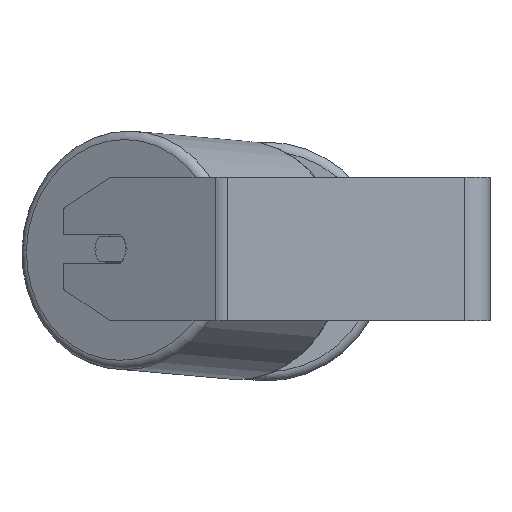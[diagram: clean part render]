
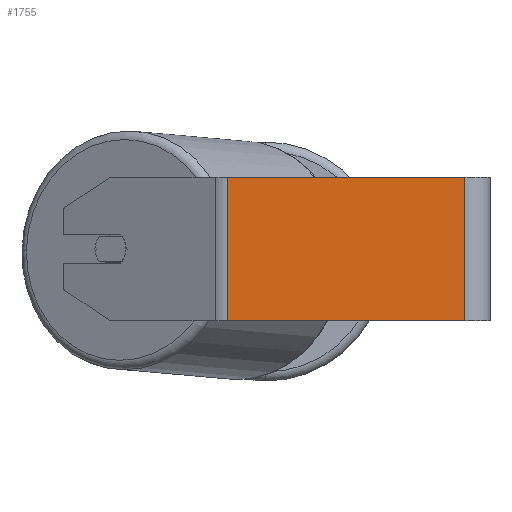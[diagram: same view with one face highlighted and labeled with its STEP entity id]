
A CAD part, left-side view. The second image highlights one B-rep face of the part: STEP entity #1755.
In plain terms, the highlighted planar face has unit normal (-1, 0, 0).
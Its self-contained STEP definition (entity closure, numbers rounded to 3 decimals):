
#27 = DIRECTION ( 'NONE',  ( 0., -1., 0. ) ) ;
#253 = DIRECTION ( 'NONE',  ( 0., 0., -1. ) ) ;
#394 = CARTESIAN_POINT ( 'NONE',  ( -270., 14., 40. ) ) ;
#441 = EDGE_CURVE ( 'NONE', #4421, #4941, #7127, .T. ) ;
#636 = AXIS2_PLACEMENT_3D ( 'NONE', #4925, #4969, #4370 ) ;
#742 = LINE ( 'NONE', #3851, #5415 ) ;
#832 = ORIENTED_EDGE ( 'NONE', *, *, #6062, .F. ) ;
#1423 = EDGE_LOOP ( 'NONE', ( #3308, #8218, #832, #7557 ) ) ;
#1755 = ADVANCED_FACE ( 'NONE', ( #2925 ), #7666, .F. ) ;
#2626 = CARTESIAN_POINT ( 'NONE',  ( -270., 14., -40. ) ) ;
#2925 = FACE_OUTER_BOUND ( 'NONE', #1423, .T. ) ;
#3308 = ORIENTED_EDGE ( 'NONE', *, *, #441, .T. ) ;
#3531 = EDGE_CURVE ( 'NONE', #7488, #4941, #4716, .T. ) ;
#3747 = DIRECTION ( 'NONE',  ( 0., -1., 0. ) ) ;
#3851 = CARTESIAN_POINT ( 'NONE',  ( -270., 149.705, 40. ) ) ;
#4370 = DIRECTION ( 'NONE',  ( 0., 0., -1. ) ) ;
#4413 = VERTEX_POINT ( 'NONE', #8228 ) ;
#4421 = VERTEX_POINT ( 'NONE', #7034 ) ;
#4531 = LINE ( 'NONE', #5732, #7490 ) ;
#4716 = LINE ( 'NONE', #6088, #7730 ) ;
#4925 = CARTESIAN_POINT ( 'NONE',  ( -270., 149.705, 40. ) ) ;
#4941 = VERTEX_POINT ( 'NONE', #2626 ) ;
#4969 = DIRECTION ( 'NONE',  ( 1., 0., 0. ) ) ;
#5415 = VECTOR ( 'NONE', #27, 1000. ) ;
#5732 = CARTESIAN_POINT ( 'NONE',  ( -270., 145.953, 40. ) ) ;
#6062 = EDGE_CURVE ( 'NONE', #4413, #7488, #742, .T. ) ;
#6088 = CARTESIAN_POINT ( 'NONE',  ( -270., 14., 40. ) ) ;
#6317 = CARTESIAN_POINT ( 'NONE',  ( -270., 149.705, -40. ) ) ;
#6424 = DIRECTION ( 'NONE',  ( 0., 0., -1. ) ) ;
#7034 = CARTESIAN_POINT ( 'NONE',  ( -270., 145.953, -40. ) ) ;
#7127 = LINE ( 'NONE', #6317, #7409 ) ;
#7409 = VECTOR ( 'NONE', #3747, 1000. ) ;
#7488 = VERTEX_POINT ( 'NONE', #394 ) ;
#7490 = VECTOR ( 'NONE', #6424, 1000. ) ;
#7557 = ORIENTED_EDGE ( 'NONE', *, *, #8213, .T. ) ;
#7666 = PLANE ( 'NONE',  #636 ) ;
#7730 = VECTOR ( 'NONE', #253, 1000. ) ;
#8213 = EDGE_CURVE ( 'NONE', #4413, #4421, #4531, .T. ) ;
#8218 = ORIENTED_EDGE ( 'NONE', *, *, #3531, .F. ) ;
#8228 = CARTESIAN_POINT ( 'NONE',  ( -270., 145.953, 40. ) ) ;
